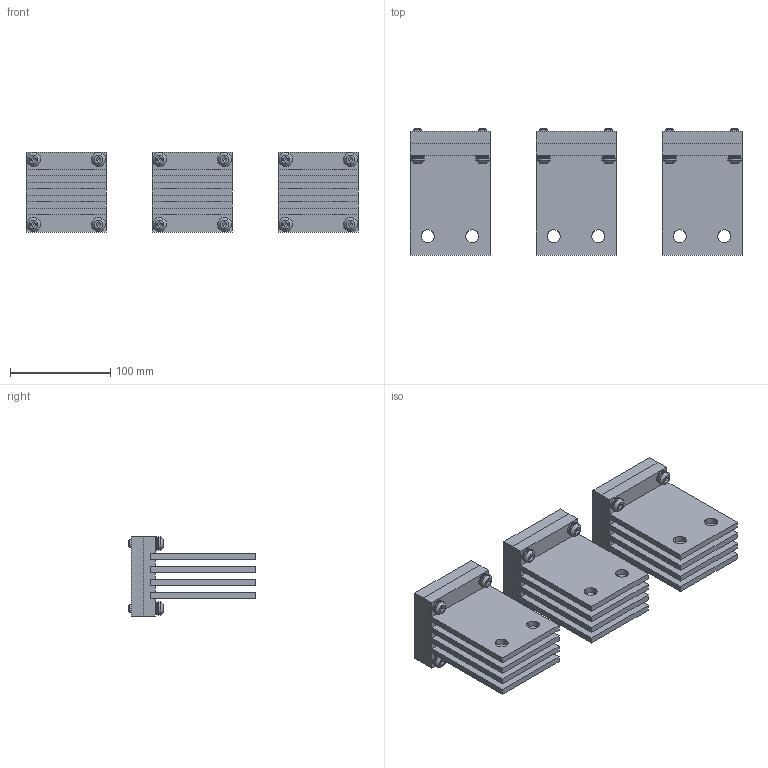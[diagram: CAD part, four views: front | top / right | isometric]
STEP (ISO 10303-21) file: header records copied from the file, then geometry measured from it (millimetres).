
FILE_DESCRIPTION(('CATIA V5 STEP Exchange'),'2;1');
FILE_NAME('1SDH001336R0177_E4.2_III_TERMINALS_HR_UL_LOWER_2500A.stp','2014-09-18T15:43:54+00:00',('none'),('none'),'CATIA Version 5 Release 20 SP 6 (IN-10)','CATIA V5 STEP AP214','none');
FILE_SCHEMA(('AUTOMOTIVE_DESIGN { 1 0 10303 214 1 1 1 1 }'));
Length unit declared in the file: millimetre
Products named in the file (1): E4.2_III_TERMINALS_HR_UL_LOWER_AllCATPart
Bounding box: 332 x 126.5 x 80 mm (x, y, z)
Volume: 1013427.9 mm3; surface area: 365724.4 mm2
Topology: 54 solids, 54 shells, 900 faces, 2184 edges, 1404 vertices
Faces by surface type: plane 348, cylinder 312, torus 168, cone 48, sphere 24
Entity records: 25438 total; most frequent: CARTESIAN_POINT 5419, ORIENTED_EDGE 4320, DIRECTION 3204, EDGE_CURVE 2160, AXIS2_PLACEMENT_3D 1639, VERTEX_POINT 1404, EDGE_LOOP 1080, CIRCLE 1008
